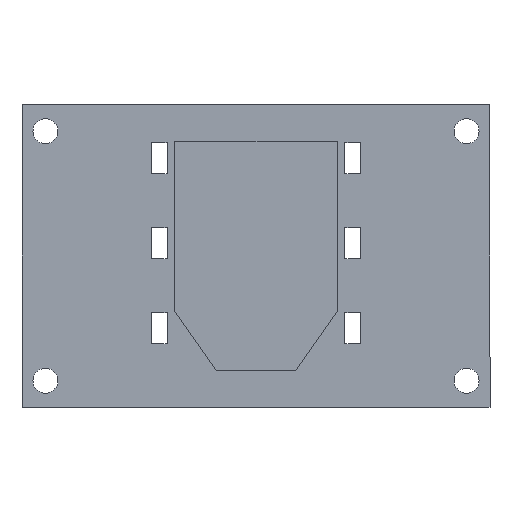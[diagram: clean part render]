
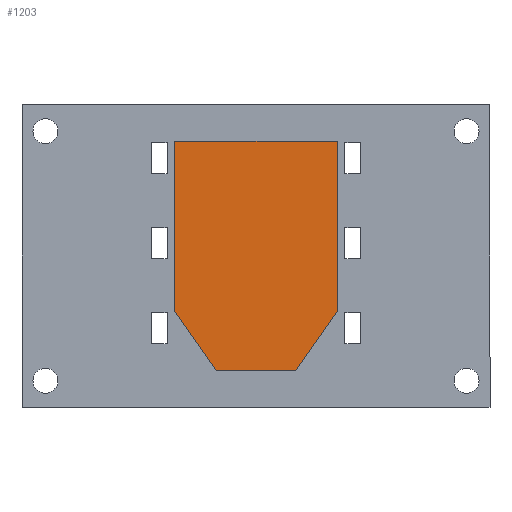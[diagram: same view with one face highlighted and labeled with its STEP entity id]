
A CAD part, front view. The second image highlights one B-rep face of the part: STEP entity #1203.
In plain terms, the highlighted planar face has unit normal (0, -1, 0).
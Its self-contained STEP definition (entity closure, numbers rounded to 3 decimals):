
#121=FACE_OUTER_BOUND('',#196,.T.);
#196=EDGE_LOOP('',(#955,#956,#957,#958,#959,#960));
#323=LINE('',#1883,#463);
#326=LINE('',#1888,#466);
#328=LINE('',#1892,#468);
#330=LINE('',#1896,#470);
#332=LINE('',#1900,#472);
#334=LINE('',#1903,#474);
#463=VECTOR('',#1521,10.);
#466=VECTOR('',#1526,10.);
#468=VECTOR('',#1530,10.);
#470=VECTOR('',#1534,10.);
#472=VECTOR('',#1538,10.);
#474=VECTOR('',#1542,10.);
#587=VERTEX_POINT('',#1881);
#588=VERTEX_POINT('',#1882);
#589=VERTEX_POINT('',#1887);
#590=VERTEX_POINT('',#1891);
#591=VERTEX_POINT('',#1895);
#592=VERTEX_POINT('',#1899);
#717=EDGE_CURVE('',#587,#588,#323,.T.);
#720=EDGE_CURVE('',#589,#587,#326,.T.);
#722=EDGE_CURVE('',#588,#590,#328,.T.);
#724=EDGE_CURVE('',#591,#589,#330,.T.);
#726=EDGE_CURVE('',#592,#591,#332,.T.);
#728=EDGE_CURVE('',#590,#592,#334,.T.);
#955=ORIENTED_EDGE('',*,*,#717,.F.);
#956=ORIENTED_EDGE('',*,*,#720,.F.);
#957=ORIENTED_EDGE('',*,*,#724,.F.);
#958=ORIENTED_EDGE('',*,*,#726,.F.);
#959=ORIENTED_EDGE('',*,*,#728,.F.);
#960=ORIENTED_EDGE('',*,*,#722,.F.);
#1147=PLANE('',#1295);
#1203=ADVANCED_FACE('',(#121),#1147,.T.);
#1295=AXIS2_PLACEMENT_3D('',#1904,#1543,#1544);
#1521=DIRECTION('',(-1.,0.,0.));
#1526=DIRECTION('',(-0.572,0.,-0.82));
#1530=DIRECTION('',(-0.572,0.,0.82));
#1534=DIRECTION('',(0.,0.,-1.));
#1538=DIRECTION('',(1.,0.,0.));
#1542=DIRECTION('',(0.,0.,1.));
#1543=DIRECTION('center_axis',(0.,-1.,0.));
#1544=DIRECTION('ref_axis',(-1.,0.,0.));
#1881=CARTESIAN_POINT('',(12.747,4.,-36.748));
#1882=CARTESIAN_POINT('',(-12.747,4.,-36.748));
#1883=CARTESIAN_POINT('',(9.755,4.,-36.748));
#1887=CARTESIAN_POINT('',(26.,4.,-17.75));
#1888=CARTESIAN_POINT('',(35.941,4.,-3.5));
#1891=CARTESIAN_POINT('',(-26.,4.,-17.75));
#1892=CARTESIAN_POINT('',(-32.009,4.,-9.137));
#1895=CARTESIAN_POINT('',(26.,4.,36.75));
#1896=CARTESIAN_POINT('',(26.,4.,15.375));
#1899=CARTESIAN_POINT('',(-26.,4.,36.75));
#1900=CARTESIAN_POINT('',(44.128,4.,36.75));
#1903=CARTESIAN_POINT('',(-26.,4.,42.625));
#1904=CARTESIAN_POINT('Origin',(32.256,4.,48.5));
